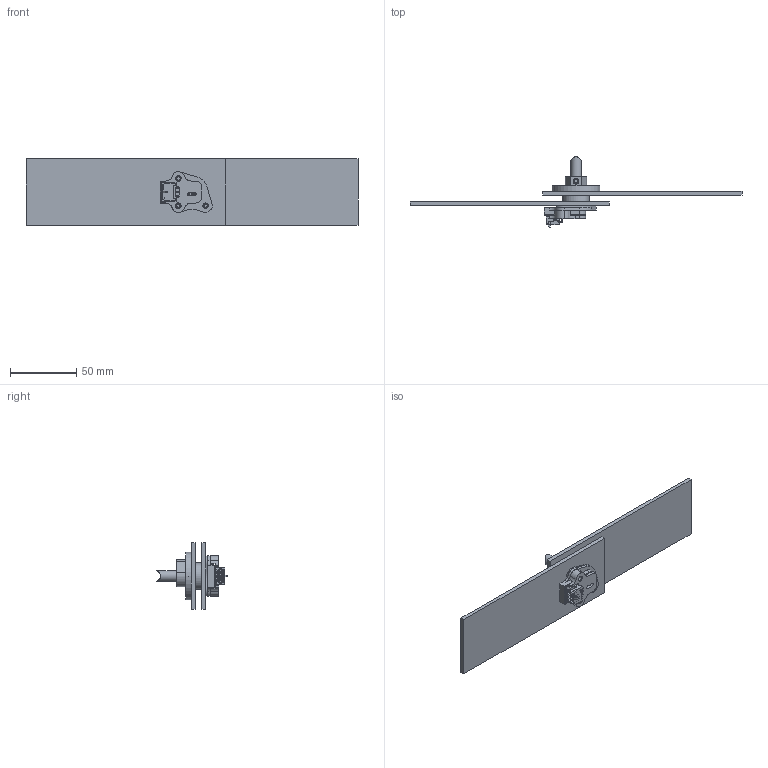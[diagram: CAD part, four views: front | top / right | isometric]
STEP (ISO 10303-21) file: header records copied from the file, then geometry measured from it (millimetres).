
FILE_DESCRIPTION(/* description */ (''),/* implementation_level */ '2;1');
FILE_NAME(/* name */ '',/* time_stamp */ '2024-05-25T11:16:33+02:00',/* author */ (''),/* organization */ (''),/* preprocessor_version */ 'ST-DEVELOPER v20',/* originating_system */ 'Autodesk Translation Framework v13.14.0.145',/* authorisation */ '');
FILE_SCHEMA (('AUTOMOTIVE_DESIGN { 1 0 10303 214 3 1 1 }'));
Length unit declared in the file: millimetre
Products named in the file (57): moc_enk_WIP; Walek; Zewn; Wewn; F688_simple; Komponent1; chiba_slipring; Ustalacz Walu; insert_simple; enkoder_dwa; Board; Open CASCADE STEP translator 7.5 1.1.1; U1; 5993830400; R3; 6016870112; 6016869952; 6016869952_1; R2; 6016870112_1; 6016869952_2; 6016869952_3; R1; 6016870112_2; Extruded; 6016869952_4; 6016869952_5; Extruded (1); J1; Conn_Molex_0430450600_eec; Body; Pins; New Marking; Molex Logo-LAPTOP-NQA1DCQ3; D3; Diode_Wurth_Electronics_150080SS75000_eec; D2; Diode_Wurth_Electronics_150080SS75000_eec_1; D1; Diode_Wurth_Electronics_150080SS75000_eec_2 ...
Assembly tree (79 placements, depth 5):
  moc_enk_WIP
    Walek
    Zewn
    Wewn
    F688_simple
      Komponent1
    chiba_slipring
    Ustalacz Walu
    insert_simple
    enkoder_dwa
      Board
        Open CASCADE STEP translator 7.5 1.1.1
      U1
        5993830400
      R3
        6016870112
          Extruded
        6016869952
          Extruded (1)
        6016869952_1
          Extruded (1)
      R2
        6016870112_1
          Extruded
        6016869952_2
          Extruded (1)
        6016869952_3
          Extruded (1)
      R1
        6016870112_2
          Extruded
        6016869952_4
          Extruded (1)
        6016869952_5
          Extruded (1)
      J1
        Conn_Molex_0430450600_eec
          Body
          Pins
          New Marking
          Molex Logo-LAPTOP-NQA1DCQ3
      D3
        Diode_Wurth_Electronics_150080SS75000_eec
          base
          cover
          housing
          marking  x2
          base_2
          Mark2
      D2
        Diode_Wurth_Electronics_150080SS75000_eec_1
          base
          cover
          housing
          marking  x2
          base_2
          Mark2
      D1
        Diode_Wurth_Electronics_150080SS75000_eec_2
          base
Bounding box: 250.05 x 53.12 x 50.06 mm (x, y, z)
Volume: 58163.8 mm3; surface area: 46417.9 mm2
Topology: 85 solids, 85 shells, 1155 faces, 2765 edges, 1800 vertices
Faces by surface type: plane 898, cylinder 179, bspline 37, cone 22, sphere 12, torus 7
Full cylindrical faces by diameter (mm): 0.155 x1, 1.02 x6, 2.529 x11, 2.927 x1, 3 x1, 3.2 x4, 3.4 x11, 4.2 x2, 5 x2, 6 x6, 8 x5, 8.2 x1, 16 x2, 18 x1, 19 x1, 20 x1, 36 x1
Entity records: 29378 total; most frequent: CARTESIAN_POINT 5731, DIRECTION 4542, ORIENTED_EDGE 4496, EDGE_CURVE 2248, LINE 1802, VECTOR 1802, VERTEX_POINT 1464, AXIS2_PLACEMENT_3D 1370
